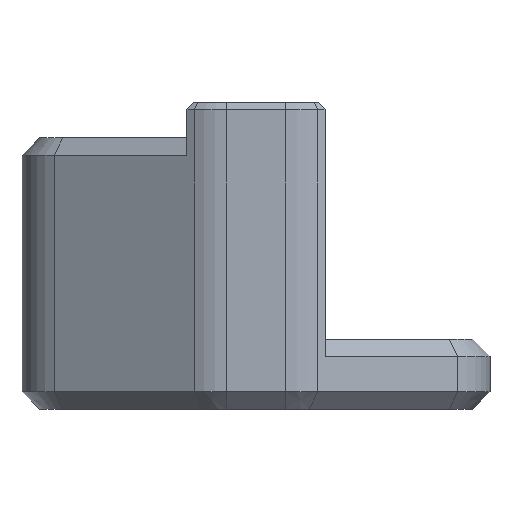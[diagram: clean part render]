
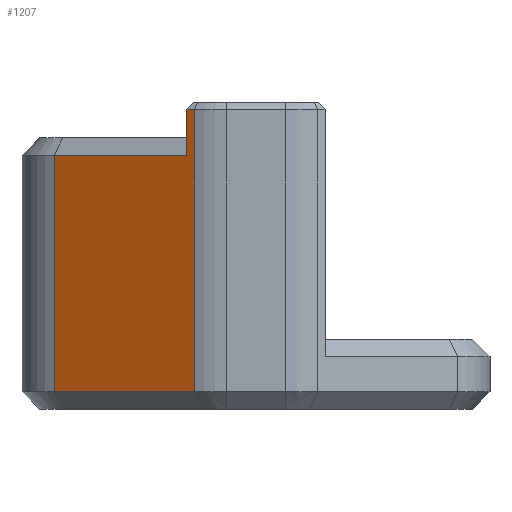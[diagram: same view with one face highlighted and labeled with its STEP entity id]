
A CAD part, left-side view. The second image highlights one B-rep face of the part: STEP entity #1207.
In plain terms, the highlighted planar face has unit normal (-0.866, 0.5, 0).
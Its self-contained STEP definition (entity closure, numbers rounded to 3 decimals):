
#120 = CARTESIAN_POINT ( 'NONE',  ( -13.903, 5.632, 10.85 ) ) ;
#484 = CARTESIAN_POINT ( 'NONE',  ( -15.632, 2.638, 0.75 ) ) ;
#539 = VECTOR ( 'NONE', #3539, 1000. ) ;
#582 = FACE_OUTER_BOUND ( 'NONE', #6932, .T. ) ;
#681 = DIRECTION ( 'NONE',  ( -0.866, 0.5, 0. ) ) ;
#686 = CARTESIAN_POINT ( 'NONE',  ( -15.632, 2.638, 6.775 ) ) ;
#866 = DIRECTION ( 'NONE',  ( 0.5, 0.866, 0. ) ) ;
#1207 = ADVANCED_FACE ( 'NONE', ( #582 ), #4732, .T. ) ;
#1228 = VERTEX_POINT ( 'NONE', #2239 ) ;
#1312 = VECTOR ( 'NONE', #4740, 1000. ) ;
#1382 = CARTESIAN_POINT ( 'NONE',  ( -12.17, 8.634, 0.74 ) ) ;
#1390 = VECTOR ( 'NONE', #3432, 1000. ) ;
#1405 = ORIENTED_EDGE ( 'NONE', *, *, #8224, .T. ) ;
#1731 = LINE ( 'NONE', #9229, #10508 ) ;
#1764 = VERTEX_POINT ( 'NONE', #6690 ) ;
#1946 = ORIENTED_EDGE ( 'NONE', *, *, #5477, .F. ) ;
#2062 = VECTOR ( 'NONE', #5067, 1000. ) ;
#2239 = CARTESIAN_POINT ( 'NONE',  ( -15.452, 2.95, 10.85 ) ) ;
#2839 = EDGE_CURVE ( 'NONE', #1764, #3601, #1731, .T. ) ;
#3093 = VERTEX_POINT ( 'NONE', #9840 ) ;
#3432 = DIRECTION ( 'NONE',  ( 0.5, 0.866, 0. ) ) ;
#3539 = DIRECTION ( 'NONE',  ( 0.5, 0.866, 0. ) ) ;
#3601 = VERTEX_POINT ( 'NONE', #8393 ) ;
#3787 = ORIENTED_EDGE ( 'NONE', *, *, #2839, .T. ) ;
#4044 = DIRECTION ( 'NONE',  ( -0.5, -0.866, 0. ) ) ;
#4249 = DIRECTION ( 'NONE',  ( 0., 0., 1. ) ) ;
#4311 = CARTESIAN_POINT ( 'NONE',  ( -15.632, 2.638, 0.75 ) ) ;
#4537 = VECTOR ( 'NONE', #4249, 1000. ) ;
#4732 = PLANE ( 'NONE',  #9578 ) ;
#4740 = DIRECTION ( 'NONE',  ( 0., 0., -1. ) ) ;
#4881 = CARTESIAN_POINT ( 'NONE',  ( -12.175, 8.625, 0.75 ) ) ;
#5067 = DIRECTION ( 'NONE',  ( 0., 0., 1. ) ) ;
#5477 = EDGE_CURVE ( 'NONE', #9538, #3093, #9735, .T. ) ;
#5633 = LINE ( 'NONE', #9576, #1312 ) ;
#6135 = ORIENTED_EDGE ( 'NONE', *, *, #7146, .T. ) ;
#6355 = EDGE_CURVE ( 'NONE', #1228, #3093, #8194, .T. ) ;
#6454 = EDGE_CURVE ( 'NONE', #9664, #9538, #6719, .T. ) ;
#6690 = CARTESIAN_POINT ( 'NONE',  ( -15.632, 2.638, 12.8 ) ) ;
#6719 = LINE ( 'NONE', #484, #539 ) ;
#6932 = EDGE_LOOP ( 'NONE', ( #9366, #6135, #3787, #1405, #10189, #1946 ) ) ;
#7146 = EDGE_CURVE ( 'NONE', #9664, #1764, #7826, .T. ) ;
#7826 = LINE ( 'NONE', #686, #4537 ) ;
#8194 = LINE ( 'NONE', #120, #1390 ) ;
#8224 = EDGE_CURVE ( 'NONE', #3601, #1228, #5633, .T. ) ;
#8303 = CARTESIAN_POINT ( 'NONE',  ( -12.175, 8.625, 5.8 ) ) ;
#8393 = CARTESIAN_POINT ( 'NONE',  ( -15.452, 2.95, 12.8 ) ) ;
#9229 = CARTESIAN_POINT ( 'NONE',  ( -13.903, 5.632, 12.8 ) ) ;
#9366 = ORIENTED_EDGE ( 'NONE', *, *, #6454, .F. ) ;
#9538 = VERTEX_POINT ( 'NONE', #4881 ) ;
#9576 = CARTESIAN_POINT ( 'NONE',  ( -15.452, 2.95, 6.775 ) ) ;
#9578 = AXIS2_PLACEMENT_3D ( 'NONE', #1382, #681, #4044 ) ;
#9664 = VERTEX_POINT ( 'NONE', #4311 ) ;
#9735 = LINE ( 'NONE', #8303, #2062 ) ;
#9840 = CARTESIAN_POINT ( 'NONE',  ( -12.175, 8.625, 10.85 ) ) ;
#10189 = ORIENTED_EDGE ( 'NONE', *, *, #6355, .T. ) ;
#10508 = VECTOR ( 'NONE', #866, 1000. ) ;
